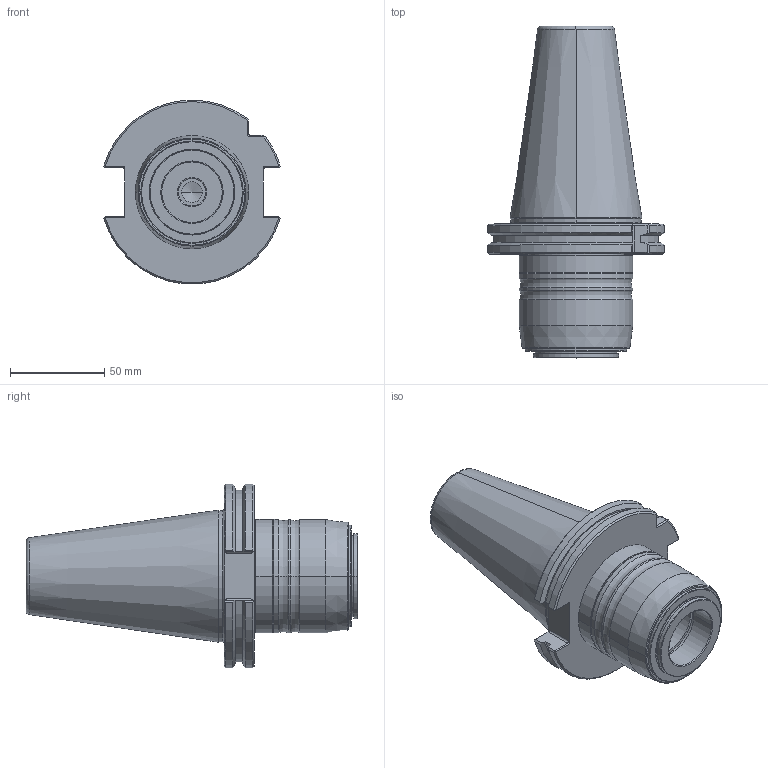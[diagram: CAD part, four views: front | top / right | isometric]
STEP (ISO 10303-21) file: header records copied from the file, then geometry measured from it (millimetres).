
FILE_DESCRIPTION((''),'2;1');
FILE_NAME('23600-50A_SW0001','2016-04-12T',('040'),(''),'CREO PARAMETRIC BY PTC INC, 2015380','CREO PARAMETRIC BY PTC INC, 2015380','');
FILE_SCHEMA(('CONFIG_CONTROL_DESIGN'));
Length unit declared in the file: millimetre
Products named in the file (1): 23600-50A_SW0001
Bounding box: 93.51 x 175.65 x 97.32 mm (x, y, z)
Volume: 448489.2 mm3; surface area: 58030 mm2
Topology: 1 solids, 1 shells, 175 faces, 412 edges, 250 vertices
Faces by surface type: cylinder 54, plane 53, cone 48, torus 20
Entity records: 5182 total; most frequent: CARTESIAN_POINT 1121, DIRECTION 876, ORIENTED_EDGE 816, EDGE_CURVE 408, AXIS2_PLACEMENT_3D 349, VERTEX_POINT 250, EDGE_LOOP 190, VECTOR 178
